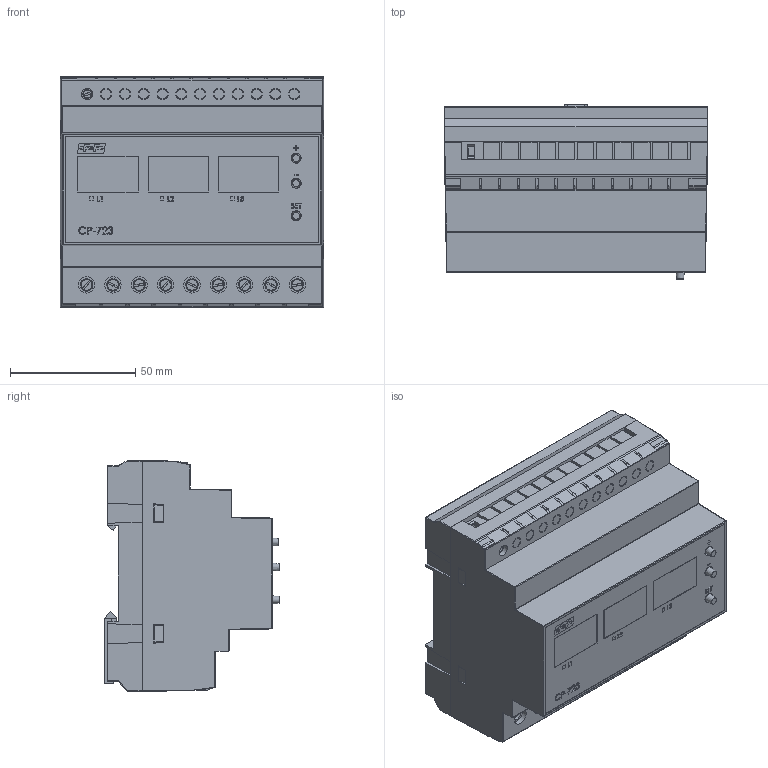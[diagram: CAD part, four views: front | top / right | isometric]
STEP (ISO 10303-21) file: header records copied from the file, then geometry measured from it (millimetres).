
FILE_DESCRIPTION(('STEP AP242'), '1');
FILE_NAME('CP-723 ñáîðêà', '', ('UNSPECIFIED'), ('UNSPECIFIED'), 'C3D Converter', 'C3D Toolkit', '');
FILE_SCHEMA(('AP242_MANAGED_MODEL_BASED_3D_ENGINEERING_MIM_LF { 1 0 10303 442 1 1 4 }'));
Length unit declared in the file: millimetre
Assembly tree (17 placements, depth 3):
  (unnamed)
    (unnamed)
    (unnamed)
      (unnamed)
    (unnamed)
    (unnamed)  x3
    (unnamed)
    (unnamed)
      (unnamed)  x2
    (unnamed)  x3
      (unnamed)
Bounding box: 105 x 69.84 x 92 mm (x, y, z)
Volume: 107179.5 mm3; surface area: 109551.2 mm2
Topology: 34 solids, 34 shells, 1622 faces, 4280 edges, 2794 vertices
Faces by surface type: plane 1104, cylinder 275, extrusion 161, torus 42, cone 20, bspline 12, sphere 8
Full cylindrical faces by diameter (mm): 1 x12, 2 x2, 2.3 x9, 3.5 x2, 4 x3, 4.5 x13, 5 x9, 6.5 x9
Entity records: 46053 total; most frequent: CARTESIAN_POINT 9581, ORIENTED_EDGE 7140, DIRECTION 6104, EDGE_CURVE 3570, VECTOR 2890, LINE 2729, VERTEX_POINT 2372, EDGE_LOOP 1611
